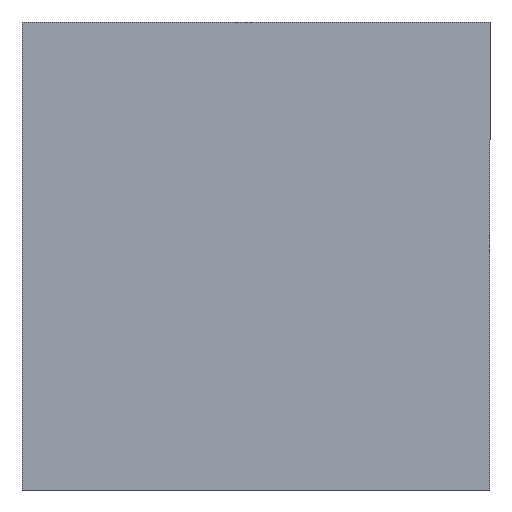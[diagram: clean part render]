
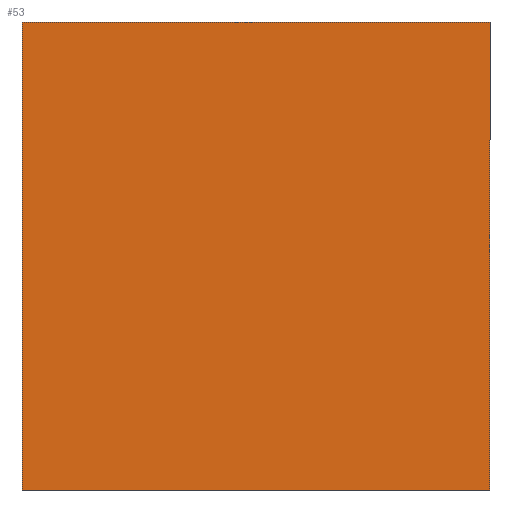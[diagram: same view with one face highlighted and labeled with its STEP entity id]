
A CAD part, front view. The second image highlights one B-rep face of the part: STEP entity #53.
In plain terms, the highlighted planar face has unit normal (0, -1, 0).
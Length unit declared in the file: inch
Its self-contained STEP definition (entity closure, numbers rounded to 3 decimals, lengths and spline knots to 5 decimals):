
#8 = AXIS2_PLACEMENT_3D ( 'NONE', #131, #132, #133 ) ;
#15 = CARTESIAN_POINT ( 'NONE',  ( 0., 0., -2. ) ) ;
#17 = CARTESIAN_POINT ( 'NONE',  ( 0., 0., 0. ) ) ;
#18 = CARTESIAN_POINT ( 'NONE',  ( 2., 0., 0. ) ) ;
#31 = CARTESIAN_POINT ( 'NONE',  ( 2., 0., -2. ) ) ;
#37 = EDGE_CURVE ( 'NONE', #57, #90, #154, .T. ) ;
#39 = EDGE_CURVE ( 'NONE', #91, #211, #161, .T. ) ;
#42 = EDGE_CURVE ( 'NONE', #90, #91, #170, .T. ) ;
#45 = EDGE_CURVE ( 'NONE', #211, #57, #103, .T. ) ;
#53 = ADVANCED_FACE ( 'NONE', ( #97 ), #130, .T. ) ;
#57 = VERTEX_POINT ( 'NONE', #15 ) ;
#64 = EDGE_LOOP ( 'NONE', ( #146, #66, #65, #150 ) ) ;
#65 = ORIENTED_EDGE ( 'NONE', *, *, #45, .F. ) ;
#66 = ORIENTED_EDGE ( 'NONE', *, *, #37, .F. ) ;
#76 = VECTOR ( 'NONE', #105, 39.37008 ) ;
#90 = VERTEX_POINT ( 'NONE', #17 ) ;
#91 = VERTEX_POINT ( 'NONE', #18 ) ;
#97 = FACE_OUTER_BOUND ( 'NONE', #64, .T. ) ;
#103 = LINE ( 'NONE', #104, #76 ) ;
#104 = CARTESIAN_POINT ( 'NONE',  ( 0., 0., -2. ) ) ;
#105 = DIRECTION ( 'NONE',  ( -1., 0., 0. ) ) ;
#130 = PLANE ( 'NONE',  #8 ) ;
#131 = CARTESIAN_POINT ( 'NONE',  ( 0., 0., 0. ) ) ;
#132 = DIRECTION ( 'NONE',  ( 0., -1., 0. ) ) ;
#133 = DIRECTION ( 'NONE',  ( 0., 0., -1. ) ) ;
#146 = ORIENTED_EDGE ( 'NONE', *, *, #42, .F. ) ;
#150 = ORIENTED_EDGE ( 'NONE', *, *, #39, .F. ) ;
#154 = LINE ( 'NONE', #155, #205 ) ;
#155 = CARTESIAN_POINT ( 'NONE',  ( 0., 0., 0. ) ) ;
#156 = DIRECTION ( 'NONE',  ( 0., 0., 1. ) ) ;
#161 = LINE ( 'NONE', #162, #207 ) ;
#162 = CARTESIAN_POINT ( 'NONE',  ( 2., 0., -2. ) ) ;
#163 = DIRECTION ( 'NONE',  ( 0., 0., -1. ) ) ;
#170 = LINE ( 'NONE', #171, #210 ) ;
#171 = CARTESIAN_POINT ( 'NONE',  ( 2., 0., 0. ) ) ;
#172 = DIRECTION ( 'NONE',  ( 1., 0., 0. ) ) ;
#205 = VECTOR ( 'NONE', #156, 39.37008 ) ;
#207 = VECTOR ( 'NONE', #163, 39.37008 ) ;
#210 = VECTOR ( 'NONE', #172, 39.37008 ) ;
#211 = VERTEX_POINT ( 'NONE', #31 ) ;
